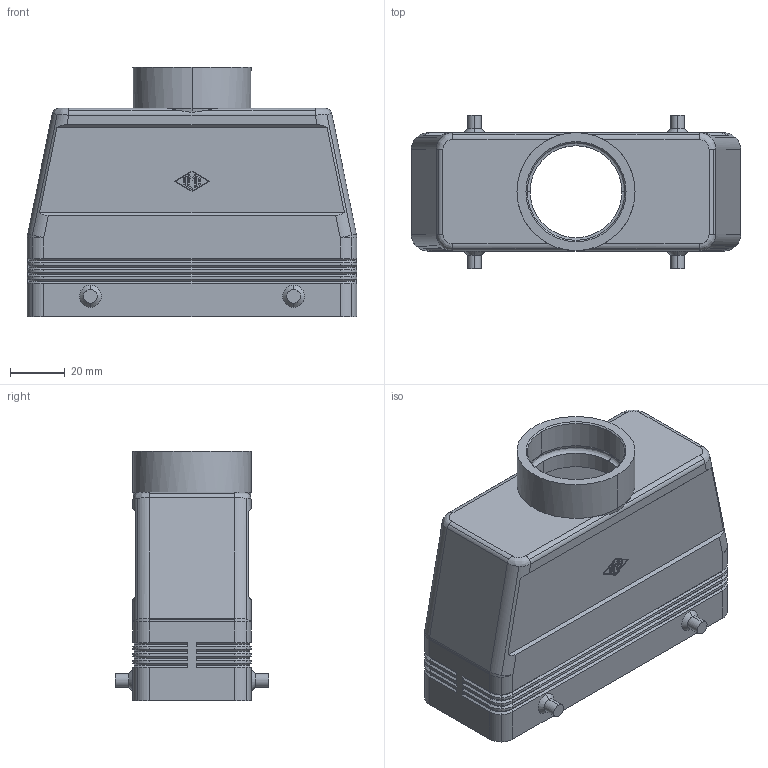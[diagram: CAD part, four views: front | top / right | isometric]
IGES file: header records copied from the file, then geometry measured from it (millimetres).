
Global section: file name: No Iges File Name specified; native system: AutoDesk Inventor R6.1; preprocessor: AutoDesk Inventor Iges Exporter R6.1; author: No Author specified; organization: No Organization specified; date: 20061221.122704; units: millimetre
Bounding box: 120 x 56 x 91 mm (x, y, z)
Volume: 89427.4 mm3; surface area: 56906.2 mm2
Topology: 1 solids, 1 shells, 413 faces, 975 edges, 576 vertices
Faces by surface type: plane 153, cylinder 86, bspline 74, cone 72, revolution 24, sphere 4
